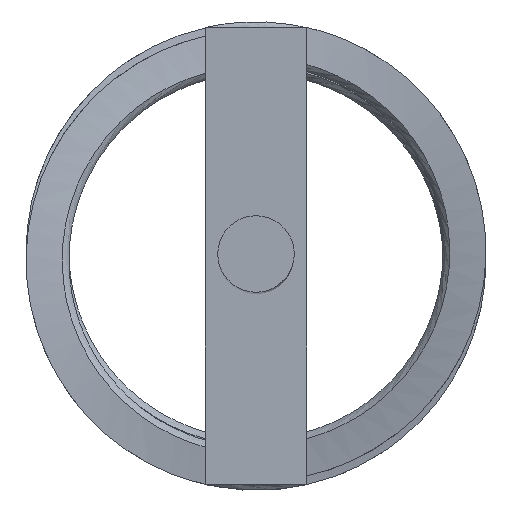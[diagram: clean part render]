
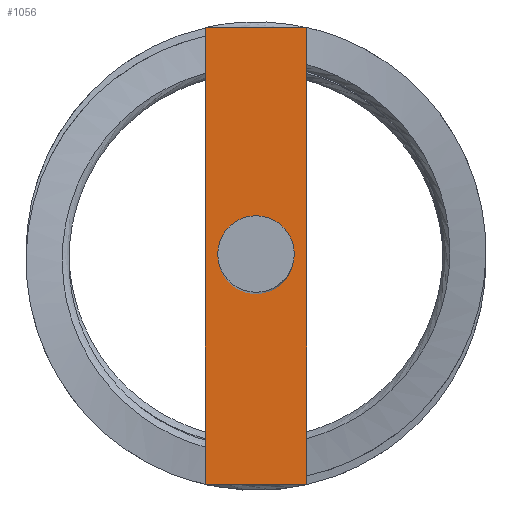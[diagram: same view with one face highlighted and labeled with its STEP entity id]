
A CAD part, top view. The second image highlights one B-rep face of the part: STEP entity #1056.
In plain terms, the highlighted face is planar.
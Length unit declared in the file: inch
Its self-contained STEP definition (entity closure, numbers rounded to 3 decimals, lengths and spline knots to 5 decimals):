
#19 = EDGE_CURVE ( 'NONE', #564, #501, #774, .T. ) ;
#38 = CARTESIAN_POINT ( 'NONE',  ( -0.11811, 0., -0.03937 ) ) ;
#92 = FACE_OUTER_BOUND ( 'NONE', #1104, .T. ) ;
#112 = DIRECTION ( 'NONE',  ( 0., -1., 0. ) ) ;
#119 = CARTESIAN_POINT ( 'NONE',  ( -0.11811, 1.06299, -0.03937 ) ) ;
#163 = ORIENTED_EDGE ( 'NONE', *, *, #351, .T. ) ;
#175 = VERTEX_POINT ( 'NONE', #686 ) ;
#185 = LINE ( 'NONE', #1368, #995 ) ;
#224 = EDGE_CURVE ( 'NONE', #175, #501, #803, .T. ) ;
#228 = ORIENTED_EDGE ( 'NONE', *, *, #19, .F. ) ;
#287 = ORIENTED_EDGE ( 'NONE', *, *, #224, .T. ) ;
#311 = VECTOR ( 'NONE', #1315, 39.37008 ) ;
#351 = EDGE_CURVE ( 'NONE', #1002, #175, #185, .T. ) ;
#501 = VERTEX_POINT ( 'NONE', #1399 ) ;
#524 = DIRECTION ( 'NONE',  ( 0., 0., 1. ) ) ;
#527 = AXIS2_PLACEMENT_3D ( 'NONE', #1397, #524, #954 ) ;
#564 = VERTEX_POINT ( 'NONE', #1189 ) ;
#686 = CARTESIAN_POINT ( 'NONE',  ( 0.11811, 0., -0.03937 ) ) ;
#705 = LINE ( 'NONE', #1114, #1244 ) ;
#774 = LINE ( 'NONE', #119, #817 ) ;
#803 = LINE ( 'NONE', #38, #311 ) ;
#817 = VECTOR ( 'NONE', #112, 39.37008 ) ;
#862 = PLANE ( 'NONE',  #527 ) ;
#954 = DIRECTION ( 'NONE',  ( 1., 0., 0. ) ) ;
#995 = VECTOR ( 'NONE', #1283, 39.37008 ) ;
#1002 = VERTEX_POINT ( 'NONE', #1077 ) ;
#1029 = DIRECTION ( 'NONE',  ( -1., 0., 0. ) ) ;
#1056 = ADVANCED_FACE ( 'NONE', ( #92 ), #862, .F. ) ;
#1077 = CARTESIAN_POINT ( 'NONE',  ( 0.11811, 1.06299, -0.03937 ) ) ;
#1104 = EDGE_LOOP ( 'NONE', ( #287, #228, #1333, #163 ) ) ;
#1114 = CARTESIAN_POINT ( 'NONE',  ( -0.11811, 1.06299, -0.03937 ) ) ;
#1189 = CARTESIAN_POINT ( 'NONE',  ( -0.11811, 1.06299, -0.03937 ) ) ;
#1244 = VECTOR ( 'NONE', #1029, 39.37008 ) ;
#1283 = DIRECTION ( 'NONE',  ( 0., -1., 0. ) ) ;
#1303 = EDGE_CURVE ( 'NONE', #1002, #564, #705, .T. ) ;
#1315 = DIRECTION ( 'NONE',  ( -1., 0., 0. ) ) ;
#1333 = ORIENTED_EDGE ( 'NONE', *, *, #1303, .F. ) ;
#1368 = CARTESIAN_POINT ( 'NONE',  ( 0.11811, 1.06299, -0.03937 ) ) ;
#1397 = CARTESIAN_POINT ( 'NONE',  ( -0.11811, 1.06299, -0.03937 ) ) ;
#1399 = CARTESIAN_POINT ( 'NONE',  ( -0.11811, 0., -0.03937 ) ) ;
